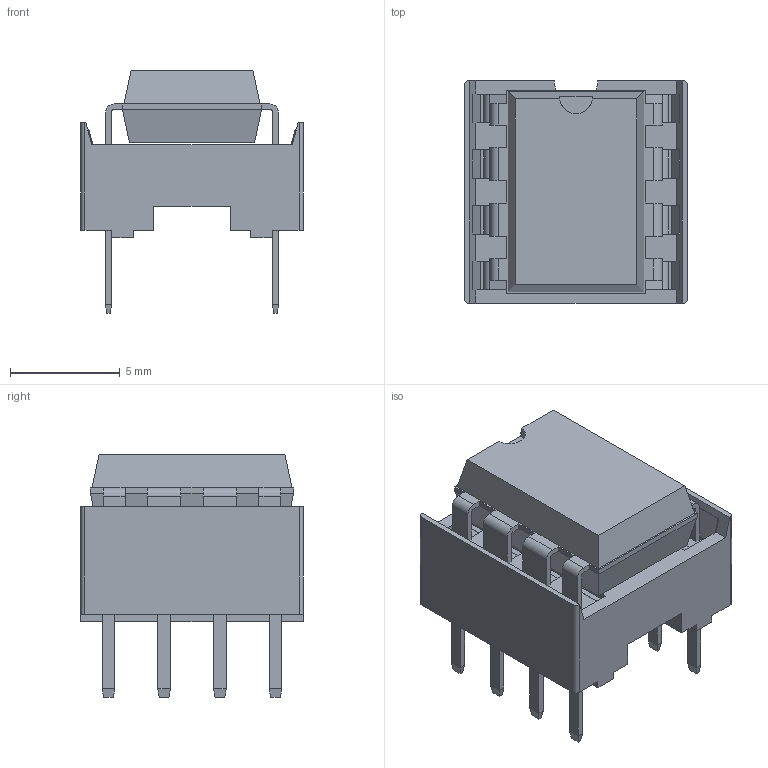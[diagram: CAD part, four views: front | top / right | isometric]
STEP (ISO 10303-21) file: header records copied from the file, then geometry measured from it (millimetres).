
FILE_DESCRIPTION(/* description */ ('STEP AP242','CAx-IF Rec.Pracs.---Representation and Presentation of Product Manufacturing Information (PMI)---4.0---2014-10-13','CAx-IF Rec.Pracs.---3D Tessellated Geometry---0.4---2014-09-14','2;1'),/* implementation_level */ '2;1');
FILE_NAME(/* name */ '62d1073d874cbb2914361216',/* time_stamp */ '2022-07-15T06:20:47+00:00',/* author */ (''),/* organization */ (''),/* preprocessor_version */ 'ST-DEVELOPER v18.102',/* originating_system */ ' ',/* authorisation */ ' ');
FILE_SCHEMA (('AP242_MANAGED_MODEL_BASED_3D_ENGINEERING_MIM_LF { 1 0 10303 442 1 1 4 }'));
Length unit declared in the file: metre
Products named in the file (10): ED281DT; DIP-8_W7.62mm
Bounding box: 10.16 x 10.16 x 11.08 mm (x, y, z)
Volume: 505.4 mm3; surface area: 1237.5 mm2
Topology: 10 solids, 10 shells, 544 faces, 1440 edges, 924 vertices
Faces by surface type: plane 490, cylinder 54
Entity records: 17178 total; most frequent: CARTESIAN_POINT 3118, ORIENTED_EDGE 2880, DIRECTION 2654, EDGE_CURVE 1440, LINE 1330, VECTOR 1330, VERTEX_POINT 924, AXIS2_PLACEMENT_3D 662
